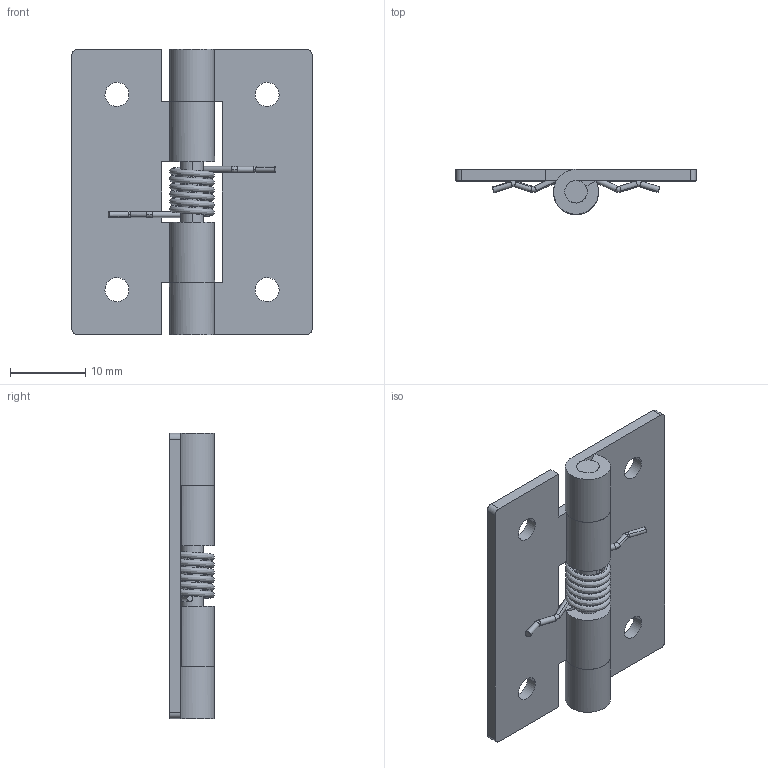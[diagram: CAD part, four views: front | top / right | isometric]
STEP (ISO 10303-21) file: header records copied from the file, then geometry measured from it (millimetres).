
FILE_DESCRIPTION((''),'2;1');
FILE_NAME('','2005-04-20T09:54:31',(''),(''),'','CADfix','');
FILE_SCHEMA(('AUTOMOTIVE_DESIGN'));
Length unit declared in the file: millimetre
Products named in the file (5): spring; shaft; hinge piece_B; hinge piece_A; TH_61SUS_2_12873_36
Assembly tree (4 placements, depth 2):
  TH_61SUS_2_12873_36
    spring
    shaft
    hinge piece_B
    hinge piece_A
Bounding box: 32 x 6 x 38 mm (x, y, z)
Volume: 2357.4 mm3; surface area: 3929.6 mm2
Topology: 4 solids, 4 shells, 77 faces, 254 edges, 185 vertices
Faces by surface type: bspline 77
Entity records: 4825 total; most frequent: CARTESIAN_POINT 3367, ORIENTED_EDGE 508, EDGE_CURVE 254, VERTEX_POINT 185, QUASI_UNIFORM_CURVE 94, EDGE_LOOP 85, FACE_OUTER_BOUND 77, ADVANCED_FACE 77
